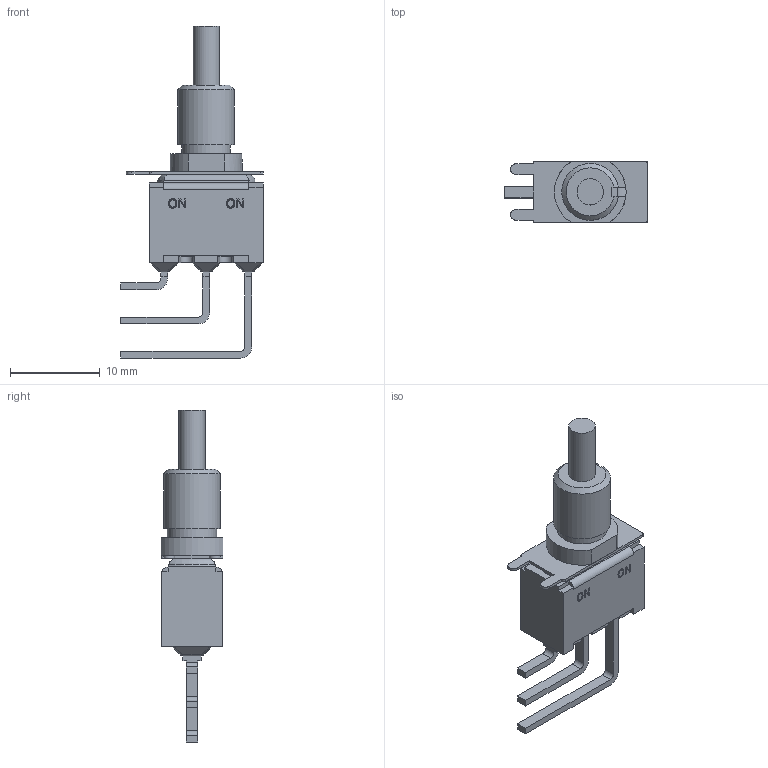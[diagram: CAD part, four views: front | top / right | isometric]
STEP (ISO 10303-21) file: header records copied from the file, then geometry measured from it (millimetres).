
FILE_DESCRIPTION((' '),'2;1');
FILE_NAME('700CSP7B60M7xE.stp','2017-08-01T09:42:41',(' '),(' '),' ','ACIS',' ');
FILE_SCHEMA(('CONFIG_CONTROL_DESIGN'));
Length unit declared in the file: inch
Products named in the file (1): 700CSP7B60M7xE.stp
Bounding box: 15.88 x 6.9 x 37.03 mm (x, y, z)
Volume: 1253 mm3; surface area: 1188.2 mm2
Topology: 1 solids, 2 shells, 282 faces, 715 edges, 453 vertices
Faces by surface type: plane 188, cylinder 53, bspline 24, sphere 12, cone 3, torus 2
Full cylindrical faces by diameter (mm): 2.92 x1, 2.946 x1
Entity records: 8634 total; most frequent: CARTESIAN_POINT 1843, ORIENTED_EDGE 1426, DIRECTION 1297, EDGE_CURVE 713, VECTOR 527, LINE 527, VERTEX_POINT 453, AXIS2_PLACEMENT_3D 385
